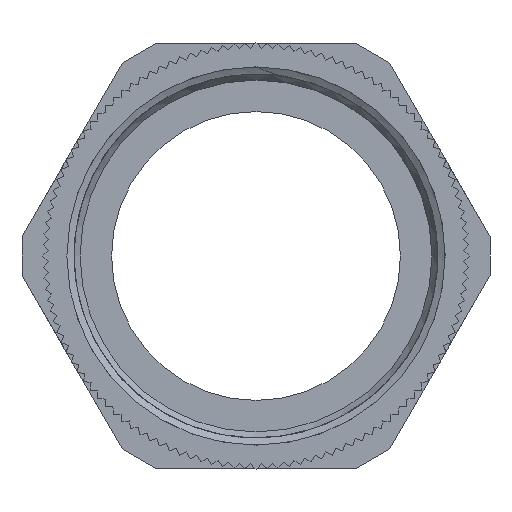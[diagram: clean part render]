
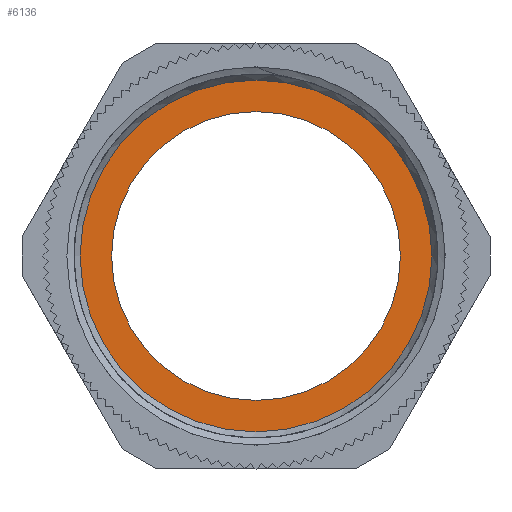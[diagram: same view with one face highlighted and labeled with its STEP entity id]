
A CAD part, left-side view. The second image highlights one B-rep face of the part: STEP entity #6136.
In plain terms, the highlighted planar face has unit normal (-1, 0, 0).
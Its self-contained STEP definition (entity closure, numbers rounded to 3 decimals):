
#18=FACE_BOUND('',#949,.T.);
#32=CIRCLE('',#6458,18.64);
#33=CIRCLE('',#6459,15.305);
#326=PLANE('',#6457);
#637=FACE_OUTER_BOUND('',#948,.T.);
#948=EDGE_LOOP('',(#5524));
#949=EDGE_LOOP('',(#5525));
#3219=VERTEX_POINT('',#12236);
#3220=VERTEX_POINT('',#12238);
#4087=EDGE_CURVE('',#3219,#3219,#32,.T.);
#4088=EDGE_CURVE('',#3220,#3220,#33,.T.);
#5524=ORIENTED_EDGE('',*,*,#4087,.F.);
#5525=ORIENTED_EDGE('',*,*,#4088,.T.);
#6136=ADVANCED_FACE('',(#637,#18),#326,.T.);
#6457=AXIS2_PLACEMENT_3D('',#12235,#7918,#7919);
#6458=AXIS2_PLACEMENT_3D('',#12237,#7920,#7921);
#6459=AXIS2_PLACEMENT_3D('',#12239,#7922,#7923);
#7918=DIRECTION('center_axis',(-1.,0.,0.));
#7919=DIRECTION('ref_axis',(0.,0.,1.));
#7920=DIRECTION('center_axis',(1.,0.,0.));
#7921=DIRECTION('ref_axis',(0.,0.,-1.));
#7922=DIRECTION('center_axis',(1.,0.,0.));
#7923=DIRECTION('ref_axis',(0.,0.,-1.));
#12235=CARTESIAN_POINT('Origin',(-13.57,20.041,0.));
#12236=CARTESIAN_POINT('',(-13.57,18.64,0.));
#12237=CARTESIAN_POINT('Origin',(-13.57,0.,0.));
#12238=CARTESIAN_POINT('',(-13.57,15.305,0.));
#12239=CARTESIAN_POINT('Origin',(-13.57,0.,0.));
